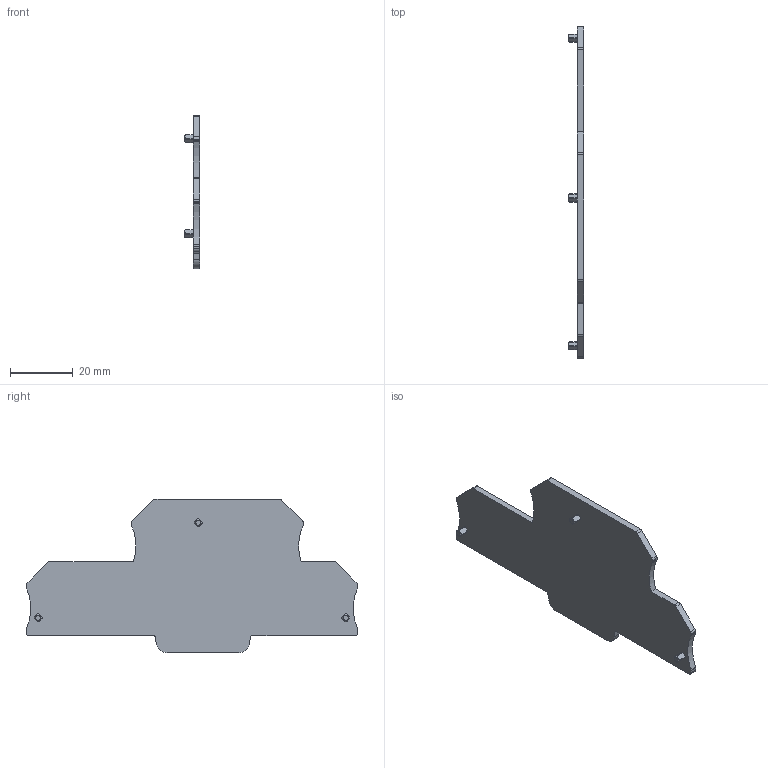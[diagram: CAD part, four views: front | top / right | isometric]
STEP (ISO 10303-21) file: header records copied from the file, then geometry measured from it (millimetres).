
FILE_DESCRIPTION(('CATIA V5R22 STEP214','CAx-IF Rec.Pracs.--- Model Styling and Organization---1.4--- 2014-01-23'),'2;1');
FILE_NAME ('1389562-5_0', '2023-09-27T11:50:49+00:00', ('Weidmueller Interface'), ('Weidmueller'), 'CATIA Version 5-6 Release 2016 SP3 HF44', 'CATIA V5 STEP AP214', 'none');
FILE_SCHEMA(('AUTOMOTIVE_DESIGN { 1 0 10303 214 1 1 1 1 }'));
Length unit declared in the file: millimetre
Products named in the file (1): 2848010000
Bounding box: 5.1 x 106.05 x 49 mm (x, y, z)
Volume: 7608.6 mm3; surface area: 7888.6 mm2
Topology: 1 solids, 1 shells, 77 faces, 216 edges, 144 vertices
Faces by surface type: cylinder 36, plane 35, cone 6
Entity records: 2627 total; most frequent: CARTESIAN_POINT 690, ORIENTED_EDGE 432, DIRECTION 328, EDGE_CURVE 216, VERTEX_POINT 144, AXIS2_PLACEMENT_3D 138, VECTOR 120, LINE 120
